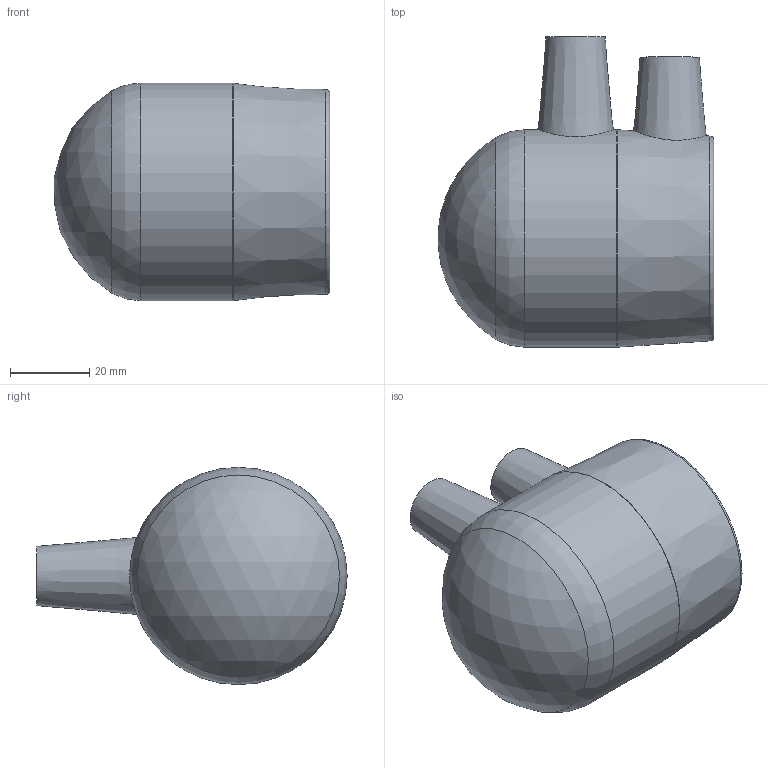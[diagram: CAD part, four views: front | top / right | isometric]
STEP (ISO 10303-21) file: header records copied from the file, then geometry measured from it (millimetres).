
FILE_DESCRIPTION(/* description */ ('PLASSON END CAP MONOLITHIC 40'),/* implementation_level */ '2;1');
FILE_NAME(/* name */ '494204040.ipt.stp',/* time_stamp */ '2017-11-06T09:17:08+02:00',/* author */ ('Кирилл'),/* organization */ (''),/* preprocessor_version */ 'ST-DEVELOPER v15.6',/* originating_system */ 'Autodesk Inventor 2015',/* authorisation */ '');
FILE_SCHEMA (('AUTOMOTIVE_DESIGN { 1 0 10303 214 3 1 1 }'));
Length unit declared in the file: millimetre
Products named in the file (1): 494204040
Bounding box: 69.8 x 78.5 x 55 mm (x, y, z)
Volume: 79958.8 mm3; surface area: 24458.8 mm2
Topology: 1 solids, 1 shells, 45 faces, 101 edges, 64 vertices
Faces by surface type: plane 24, torus 7, cylinder 7, cone 4, sphere 2, bspline 1
Full cylindrical faces by diameter (mm): 4 x2, 10 x2, 40 x2, 55 x1
Entity records: 1266 total; most frequent: CARTESIAN_POINT 331, DIRECTION 204, ORIENTED_EDGE 156, AXIS2_PLACEMENT_3D 92, EDGE_CURVE 78, EDGE_LOOP 67, VERTEX_POINT 57, CIRCLE 47
